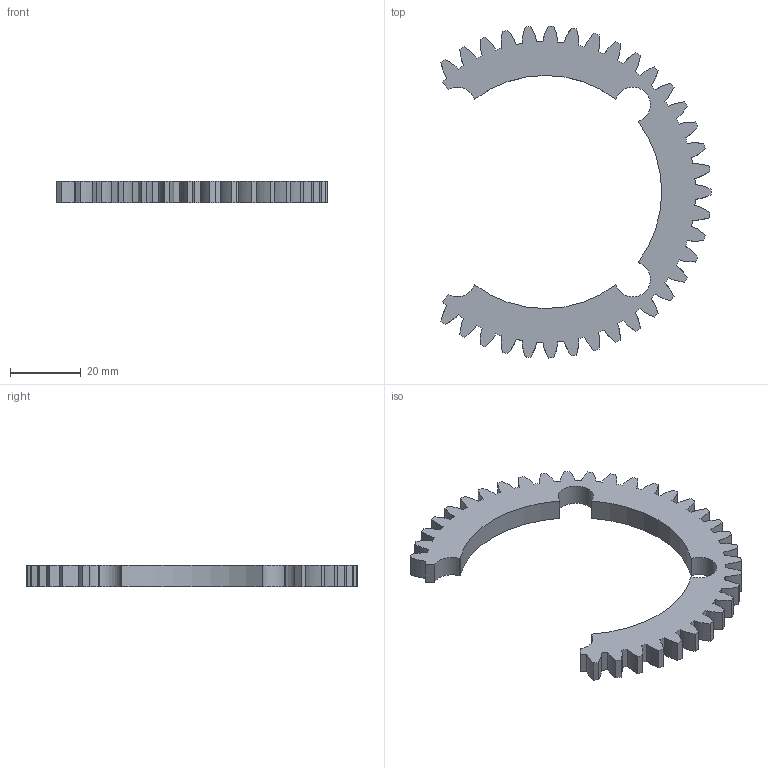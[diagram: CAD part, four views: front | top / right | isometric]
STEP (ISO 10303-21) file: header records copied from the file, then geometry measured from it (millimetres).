
FILE_DESCRIPTION(/* description */ (''),/* implementation_level */ '2;1');
FILE_NAME(/* name */ 'M5BaseGear.step',/* time_stamp */ '2021-10-12T15:22:02-05:00',/* author */ (''),/* organization */ (''),/* preprocessor_version */ 'ST-DEVELOPER v18.1',/* originating_system */ 'Autodesk Translation Framework v10.10.0.1391',/* authorisation */ '');
FILE_SCHEMA (('AUTOMOTIVE_DESIGN { 1 0 10303 214 3 1 1 }'));
Length unit declared in the file: millimetre
Products named in the file (1): M5BaseGear
Bounding box: 76.54 x 93.98 x 6 mm (x, y, z)
Volume: 11861.8 mm3; surface area: 7636.7 mm2
Topology: 1 solids, 1 shells, 150 faces, 444 edges, 296 vertices
Faces by surface type: cylinder 74, bspline 66, plane 10
Entity records: 8917 total; most frequent: CARTESIAN_POINT 5181, ORIENTED_EDGE 888, DIRECTION 630, EDGE_CURVE 444, VERTEX_POINT 296, AXIS2_PLACEMENT_3D 233, LINE 164, VECTOR 164
